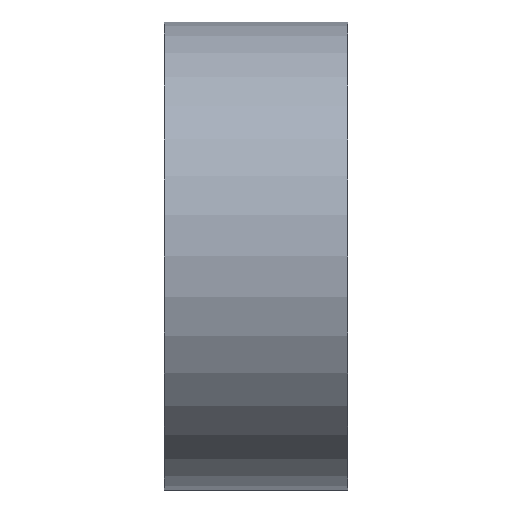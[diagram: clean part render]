
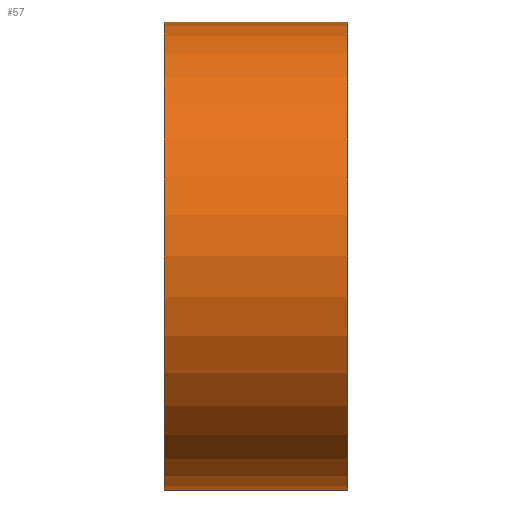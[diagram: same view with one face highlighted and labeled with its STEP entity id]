
A CAD part, front view. The second image highlights one B-rep face of the part: STEP entity #57.
In plain terms, the highlighted cylindrical face has radius 2.55 mm (diameter 5.1 mm), a partial arc.
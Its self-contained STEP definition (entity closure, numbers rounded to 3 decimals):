
#3 = CARTESIAN_POINT ( 'NONE',  ( 2., 0., 2.55 ) ) ;
#7 = CARTESIAN_POINT ( 'NONE',  ( 2., 0., 2.55 ) ) ;
#13 = EDGE_CURVE ( 'NONE', #206, #15, #84, .T. ) ;
#15 = VERTEX_POINT ( 'NONE', #121 ) ;
#21 = DIRECTION ( 'NONE',  ( 1., 0., 0. ) ) ;
#23 = LINE ( 'NONE', #3, #150 ) ;
#25 = CIRCLE ( 'NONE', #39, 2.55 ) ;
#39 = AXIS2_PLACEMENT_3D ( 'NONE', #61, #185, #78 ) ;
#42 = FACE_OUTER_BOUND ( 'NONE', #153, .T. ) ;
#46 = EDGE_CURVE ( 'NONE', #128, #15, #215, .T. ) ;
#47 = CARTESIAN_POINT ( 'NONE',  ( 2., 0., -2.55 ) ) ;
#53 = ORIENTED_EDGE ( 'NONE', *, *, #13, .T. ) ;
#57 = ADVANCED_FACE ( 'NONE', ( #42 ), #62, .T. ) ;
#58 = CARTESIAN_POINT ( 'NONE',  ( 0., 0., 0. ) ) ;
#61 = CARTESIAN_POINT ( 'NONE',  ( 2., 0., 0. ) ) ;
#62 = CYLINDRICAL_SURFACE ( 'NONE', #203, 2.55 ) ;
#78 = DIRECTION ( 'NONE',  ( 0., 0., -1. ) ) ;
#84 = CIRCLE ( 'NONE', #117, 2.55 ) ;
#86 = ORIENTED_EDGE ( 'NONE', *, *, #102, .T. ) ;
#88 = ORIENTED_EDGE ( 'NONE', *, *, #46, .F. ) ;
#99 = DIRECTION ( 'NONE',  ( -1., 0., 0. ) ) ;
#102 = EDGE_CURVE ( 'NONE', #170, #206, #23, .T. ) ;
#117 = AXIS2_PLACEMENT_3D ( 'NONE', #58, #21, #233 ) ;
#120 = CARTESIAN_POINT ( 'NONE',  ( 0., 0., 2.55 ) ) ;
#121 = CARTESIAN_POINT ( 'NONE',  ( 0., 0., -2.55 ) ) ;
#122 = EDGE_CURVE ( 'NONE', #170, #128, #25, .T. ) ;
#128 = VERTEX_POINT ( 'NONE', #47 ) ;
#136 = VECTOR ( 'NONE', #217, 1000. ) ;
#150 = VECTOR ( 'NONE', #234, 1000. ) ;
#153 = EDGE_LOOP ( 'NONE', ( #88, #172, #86, #53 ) ) ;
#170 = VERTEX_POINT ( 'NONE', #7 ) ;
#172 = ORIENTED_EDGE ( 'NONE', *, *, #122, .F. ) ;
#185 = DIRECTION ( 'NONE',  ( 1., 0., 0. ) ) ;
#200 = CARTESIAN_POINT ( 'NONE',  ( 2., 0., -2.55 ) ) ;
#201 = DIRECTION ( 'NONE',  ( 0., 0., 1. ) ) ;
#203 = AXIS2_PLACEMENT_3D ( 'NONE', #214, #99, #201 ) ;
#206 = VERTEX_POINT ( 'NONE', #120 ) ;
#214 = CARTESIAN_POINT ( 'NONE',  ( 2., 0., 0. ) ) ;
#215 = LINE ( 'NONE', #200, #136 ) ;
#217 = DIRECTION ( 'NONE',  ( -1., 0., 0. ) ) ;
#233 = DIRECTION ( 'NONE',  ( 0., 0., -1. ) ) ;
#234 = DIRECTION ( 'NONE',  ( -1., 0., 0. ) ) ;
